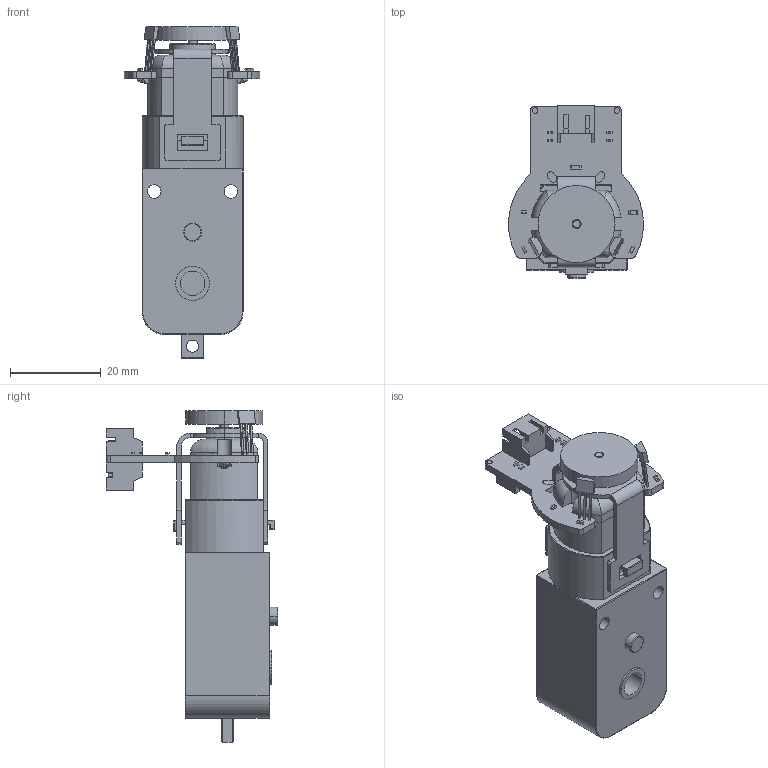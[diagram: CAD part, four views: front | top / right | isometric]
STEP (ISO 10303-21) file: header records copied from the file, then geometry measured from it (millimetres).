
FILE_DESCRIPTION (( 'STEP AP203' ), '1' );
FILE_NAME ('MotorReductor_DFROBOT_Default_sldprt.STEP', '2020-12-09T15:01:04', ( '' ), ( '' ), 'SwSTEP 2.0', 'SolidWorks 2020', '' );
FILE_SCHEMA (( 'CONFIG_CONTROL_DESIGN' ));
Length unit declared in the file: millimetre
Products named in the file (1): MotorReductor_DFROBOT_Default_sldprt
Bounding box: 29.86 x 37.94 x 73.33 mm (x, y, z)
Volume: 24798.1 mm3; surface area: 10735.2 mm2
Topology: 13 solids, 13 shells, 522 faces, 1346 edges, 846 vertices
Faces by surface type: plane 314, cylinder 139, bspline 33, torus 18, sphere 18
Entity records: 22600 total; most frequent: CARTESIAN_POINT 10094, ORIENTED_EDGE 2640, DIRECTION 2439, EDGE_CURVE 1320, LINE 947, VECTOR 947, VERTEX_POINT 846, AXIS2_PLACEMENT_3D 746
